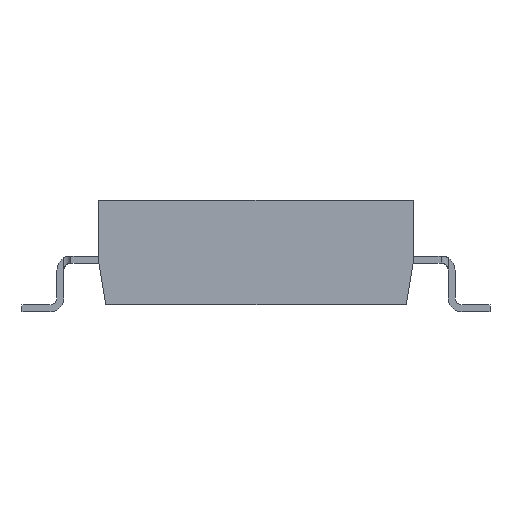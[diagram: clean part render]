
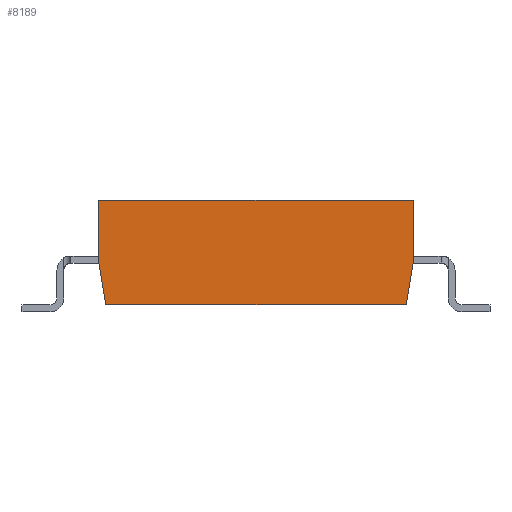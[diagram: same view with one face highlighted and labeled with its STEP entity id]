
A CAD part, left-side view. The second image highlights one B-rep face of the part: STEP entity #8189.
In plain terms, the highlighted planar face has unit normal (-1, 0, 0).
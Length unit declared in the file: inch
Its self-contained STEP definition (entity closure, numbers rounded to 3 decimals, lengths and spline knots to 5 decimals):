
#830=FACE_OUTER_BOUND('',#1287,.T.);
#1287=EDGE_LOOP('',(#7002,#7003,#7004,#7005,#7006,#7007));
#1764=LINE('',#12028,#2631);
#2019=LINE('',#13632,#2886);
#2141=LINE('',#13885,#3008);
#2151=LINE('',#13899,#3018);
#2155=LINE('',#13905,#3022);
#2156=LINE('',#13907,#3023);
#2631=VECTOR('',#9708,0.3937);
#2886=VECTOR('',#10161,0.3937);
#3008=VECTOR('',#10397,0.3937);
#3018=VECTOR('',#10409,0.3937);
#3022=VECTOR('',#10415,0.3937);
#3023=VECTOR('',#10418,0.3937);
#3385=VERTEX_POINT('',#12025);
#3386=VERTEX_POINT('',#12027);
#3640=VERTEX_POINT('',#13631);
#3713=VERTEX_POINT('',#13883);
#3714=VERTEX_POINT('',#13884);
#3717=VERTEX_POINT('',#13898);
#4292=EDGE_CURVE('',#3385,#3386,#1764,.T.);
#4681=EDGE_CURVE('',#3640,#3386,#2019,.T.);
#4803=EDGE_CURVE('',#3713,#3714,#2141,.T.);
#4813=EDGE_CURVE('',#3385,#3717,#2151,.T.);
#4817=EDGE_CURVE('',#3714,#3640,#2155,.T.);
#4818=EDGE_CURVE('',#3713,#3717,#2156,.T.);
#7002=ORIENTED_EDGE('',*,*,#4803,.T.);
#7003=ORIENTED_EDGE('',*,*,#4817,.T.);
#7004=ORIENTED_EDGE('',*,*,#4681,.T.);
#7005=ORIENTED_EDGE('',*,*,#4292,.F.);
#7006=ORIENTED_EDGE('',*,*,#4813,.T.);
#7007=ORIENTED_EDGE('',*,*,#4818,.F.);
#7322=PLANE('',#8657);
#8189=ADVANCED_FACE('',(#830),#7322,.T.);
#8657=AXIS2_PLACEMENT_3D('',#13906,#10416,#10417);
#9708=DIRECTION('',(0.,0.,1.));
#10161=DIRECTION('',(0.,1.,0.));
#10397=DIRECTION('',(0.,-0.164,0.986));
#10409=DIRECTION('',(0.,-0.164,-0.986));
#10415=DIRECTION('',(0.,0.,1.));
#10416=DIRECTION('center_axis',(-1.,0.,0.));
#10417=DIRECTION('ref_axis',(0.,0.,1.));
#10418=DIRECTION('',(0.,1.,0.));
#12025=CARTESIAN_POINT('',(-0.17421,0.08858,0.02362));
#12027=CARTESIAN_POINT('',(-0.17421,0.08858,0.05906));
#12028=CARTESIAN_POINT('',(-0.17421,0.08858,0.));
#13631=CARTESIAN_POINT('',(-0.17421,-0.08858,0.05906));
#13632=CARTESIAN_POINT('',(-0.17421,-0.08858,0.05906));
#13883=CARTESIAN_POINT('',(-0.17421,-0.08465,0.));
#13884=CARTESIAN_POINT('',(-0.17421,-0.08858,0.02362));
#13885=CARTESIAN_POINT('',(-0.17421,-0.0847,0.00032));
#13898=CARTESIAN_POINT('',(-0.17421,0.08465,0.));
#13899=CARTESIAN_POINT('',(-0.17421,0.08427,-0.00223));
#13905=CARTESIAN_POINT('',(-0.17421,-0.08858,0.));
#13906=CARTESIAN_POINT('Origin',(-0.17421,-0.08858,
0.));
#13907=CARTESIAN_POINT('',(-0.17421,-0.08858,0.));
